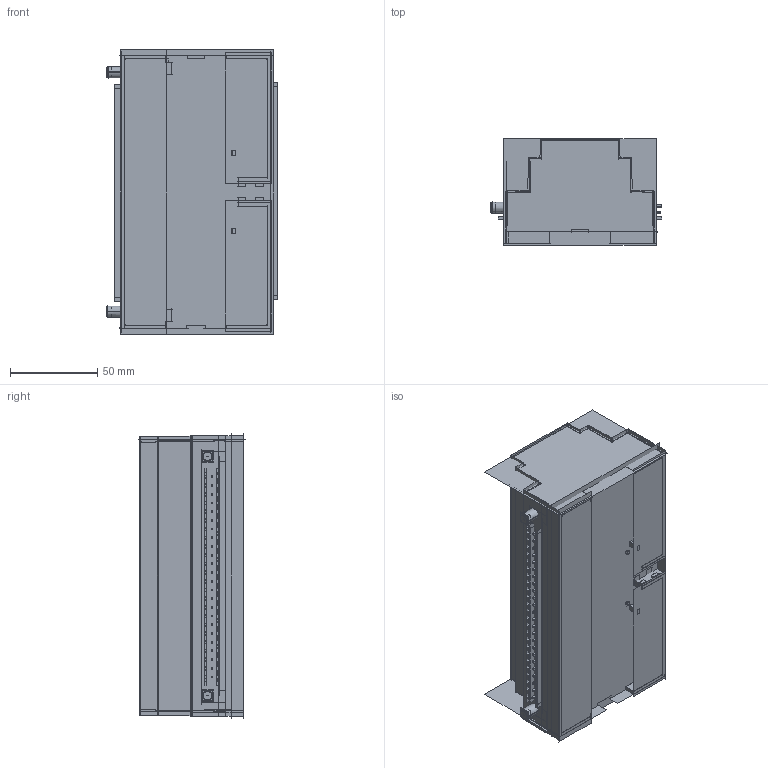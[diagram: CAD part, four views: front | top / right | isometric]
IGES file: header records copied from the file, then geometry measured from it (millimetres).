
Start section:  PTC IGES file: 190034_sm01.igs
Global section: file name: 190034_sm01.igs; native system: Creo Parametric by PTC Inc.; preprocessor: 2019292; author: PDMAdmin; organization: Unknown; date: 20220707.085500; units: millimetre
Bounding box: 98.67 x 61.01 x 163.28 mm (x, y, z)
Volume: 570781 mm3; surface area: 293569.8 mm2
Topology: 1 solids, 1 shells, 2348 faces, 11372 edges, 13996 vertices
Faces by surface type: bspline 1584, revolution 764
